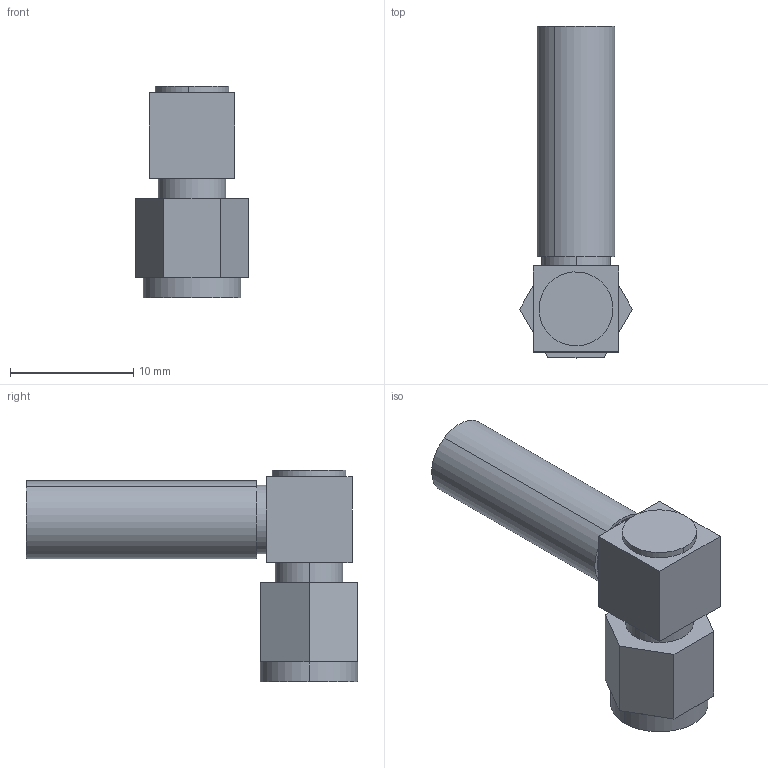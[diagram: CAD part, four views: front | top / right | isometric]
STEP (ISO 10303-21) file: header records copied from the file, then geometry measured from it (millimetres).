
FILE_DESCRIPTION (( 'STEP AP203' ), '1' );
FILE_NAME ('BAC02A-G.STEP', '2006-06-23T18:21:02', ( 'lcom' ), ( 'lcom' ), 'SwSTEP 2.0', 'SolidWorks 2006004', '' );
FILE_SCHEMA (( 'CONFIG_CONTROL_DESIGN' ));
Length unit declared in the file: inch
Products named in the file (5): BA02A-G-MA2; BA02A-G-MA3; BAC02A-G; BA02A-G; BA02A-G-MA1
Assembly tree (4 placements, depth 2):
  BAC02A-G
    BA02A-G-MA1
    BA02A-G-MA3
    BA02A-G-MA2
    BA02A-G
Bounding box: 9.15 x 26.96 x 17.17 mm (x, y, z)
Volume: 753.2 mm3; surface area: 2021.8 mm2
Topology: 4 solids, 4 shells, 66 faces, 136 edges, 88 vertices
Faces by surface type: plane 34, cylinder 30, torus 2
Entity records: 2307 total; most frequent: DIRECTION 352, CARTESIAN_POINT 297, ORIENTED_EDGE 272, AXIS2_PLACEMENT_3D 143, EDGE_CURVE 136, VERTEX_POINT 88, EDGE_LOOP 80, CIRCLE 70
